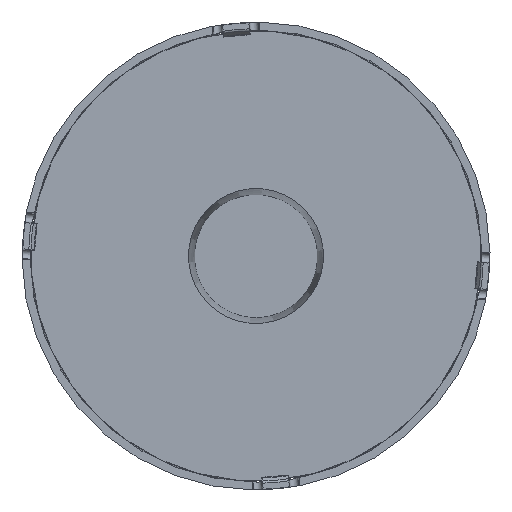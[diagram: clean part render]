
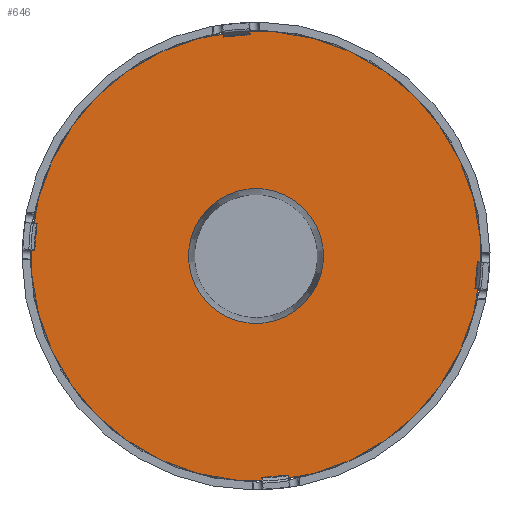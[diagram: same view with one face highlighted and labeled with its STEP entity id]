
A CAD part, top view. The second image highlights one B-rep face of the part: STEP entity #646.
In plain terms, the highlighted planar face has unit normal (0, 0, 1).
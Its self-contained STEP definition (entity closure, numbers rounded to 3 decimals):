
#356=PLANE('',#2799);
#558=FACE_BOUND('',#925,.T.);
#559=FACE_BOUND('',#926,.T.);
#646=ADVANCED_FACE('',(#558,#559),#356,.F.);
#925=EDGE_LOOP('',(#1263));
#926=EDGE_LOOP('',(#1264));
#1263=ORIENTED_EDGE('',*,*,#2111,.T.);
#1264=ORIENTED_EDGE('',*,*,#2113,.T.);
#1842=VERTEX_POINT('',#3900);
#1844=VERTEX_POINT('',#3905);
#2111=EDGE_CURVE('',#1842,#1842,#2498,.T.);
#2113=EDGE_CURVE('',#1844,#1844,#2500,.T.);
#2498=CIRCLE('',#2710,7.5);
#2500=CIRCLE('',#2713,25.);
#2710=AXIS2_PLACEMENT_3D('',#3899,#3067,#3068);
#2713=AXIS2_PLACEMENT_3D('',#3904,#3073,#3074);
#2799=AXIS2_PLACEMENT_3D('',#4212,#3276,#3277);
#3067=DIRECTION('',(0.,0.,-1.));
#3068=DIRECTION('',(0.707,0.707,0.));
#3073=DIRECTION('',(0.,0.,1.));
#3074=DIRECTION('',(-0.707,0.707,0.));
#3276=DIRECTION('',(0.,0.,-1.));
#3277=DIRECTION('',(0.707,-0.707,0.));
#3899=CARTESIAN_POINT('',(0.,0.,24.05));
#3900=CARTESIAN_POINT('',(5.303,5.303,24.05));
#3904=CARTESIAN_POINT('',(0.,0.,24.05));
#3905=CARTESIAN_POINT('',(-17.678,17.678,24.05));
#4212=CARTESIAN_POINT('',(0.,0.,24.05));
